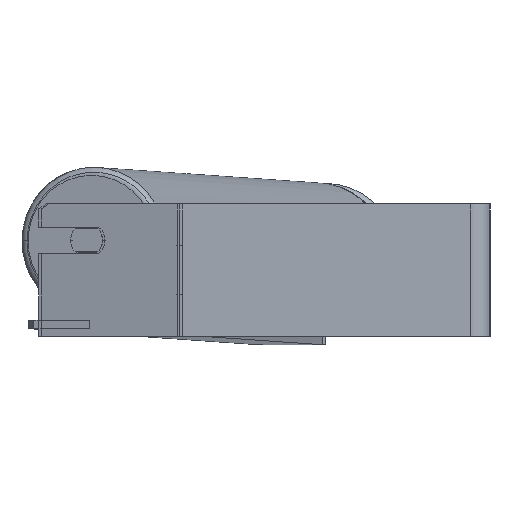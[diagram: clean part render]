
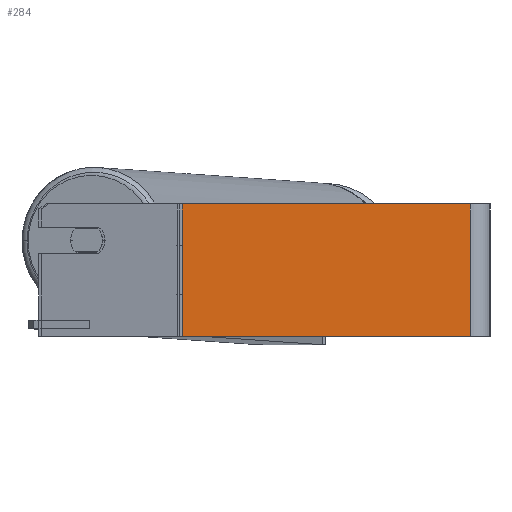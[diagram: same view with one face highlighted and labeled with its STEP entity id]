
A CAD part, left-side view. The second image highlights one B-rep face of the part: STEP entity #284.
In plain terms, the highlighted planar face has unit normal (-1, 0, 0).
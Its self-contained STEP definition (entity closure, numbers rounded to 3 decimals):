
#121 = EDGE_LOOP ( 'NONE', ( #9348, #2858, #6373, #4652 ) ) ;
#284 = ADVANCED_FACE ( 'NONE', ( #2766 ), #1992, .F. ) ;
#686 = CARTESIAN_POINT ( 'NONE',  ( -840., 12., 40. ) ) ;
#809 = DIRECTION ( 'NONE',  ( 0., 0., -1. ) ) ;
#1073 = DIRECTION ( 'NONE',  ( 0., -1., 0. ) ) ;
#1119 = VECTOR ( 'NONE', #4275, 1000. ) ;
#1758 = VERTEX_POINT ( 'NONE', #686 ) ;
#1992 = PLANE ( 'NONE',  #5573 ) ;
#2041 = CARTESIAN_POINT ( 'NONE',  ( -840., 187.462, 40. ) ) ;
#2618 = VECTOR ( 'NONE', #4160, 1000. ) ;
#2766 = FACE_OUTER_BOUND ( 'NONE', #121, .T. ) ;
#2858 = ORIENTED_EDGE ( 'NONE', *, *, #5039, .F. ) ;
#2955 = CARTESIAN_POINT ( 'NONE',  ( -840., 185.882, -40. ) ) ;
#4160 = DIRECTION ( 'NONE',  ( 0., 0., -1. ) ) ;
#4275 = DIRECTION ( 'NONE',  ( 0., -1., 0. ) ) ;
#4334 = EDGE_CURVE ( 'NONE', #9214, #4863, #8576, .T. ) ;
#4460 = EDGE_CURVE ( 'NONE', #5806, #9214, #5814, .T. ) ;
#4652 = ORIENTED_EDGE ( 'NONE', *, *, #4460, .T. ) ;
#4863 = VERTEX_POINT ( 'NONE', #8767 ) ;
#4905 = DIRECTION ( 'NONE',  ( 1., 0., 0. ) ) ;
#5039 = EDGE_CURVE ( 'NONE', #1758, #4863, #7724, .T. ) ;
#5188 = CARTESIAN_POINT ( 'NONE',  ( -840., 185.882, 40. ) ) ;
#5556 = CARTESIAN_POINT ( 'NONE',  ( -840., 12., 40. ) ) ;
#5573 = AXIS2_PLACEMENT_3D ( 'NONE', #2041, #4905, #7804 ) ;
#5806 = VERTEX_POINT ( 'NONE', #8357 ) ;
#5814 = LINE ( 'NONE', #5188, #7505 ) ;
#6040 = LINE ( 'NONE', #8905, #7092 ) ;
#6373 = ORIENTED_EDGE ( 'NONE', *, *, #8407, .F. ) ;
#7092 = VECTOR ( 'NONE', #1073, 1000. ) ;
#7094 = CARTESIAN_POINT ( 'NONE',  ( -840., 187.462, -40. ) ) ;
#7505 = VECTOR ( 'NONE', #809, 1000. ) ;
#7724 = LINE ( 'NONE', #5556, #2618 ) ;
#7804 = DIRECTION ( 'NONE',  ( 0., 0., -1. ) ) ;
#8357 = CARTESIAN_POINT ( 'NONE',  ( -840., 185.882, 40. ) ) ;
#8407 = EDGE_CURVE ( 'NONE', #5806, #1758, #6040, .T. ) ;
#8576 = LINE ( 'NONE', #7094, #1119 ) ;
#8767 = CARTESIAN_POINT ( 'NONE',  ( -840., 12., -40. ) ) ;
#8905 = CARTESIAN_POINT ( 'NONE',  ( -840., 187.462, 40. ) ) ;
#9214 = VERTEX_POINT ( 'NONE', #2955 ) ;
#9348 = ORIENTED_EDGE ( 'NONE', *, *, #4334, .T. ) ;
